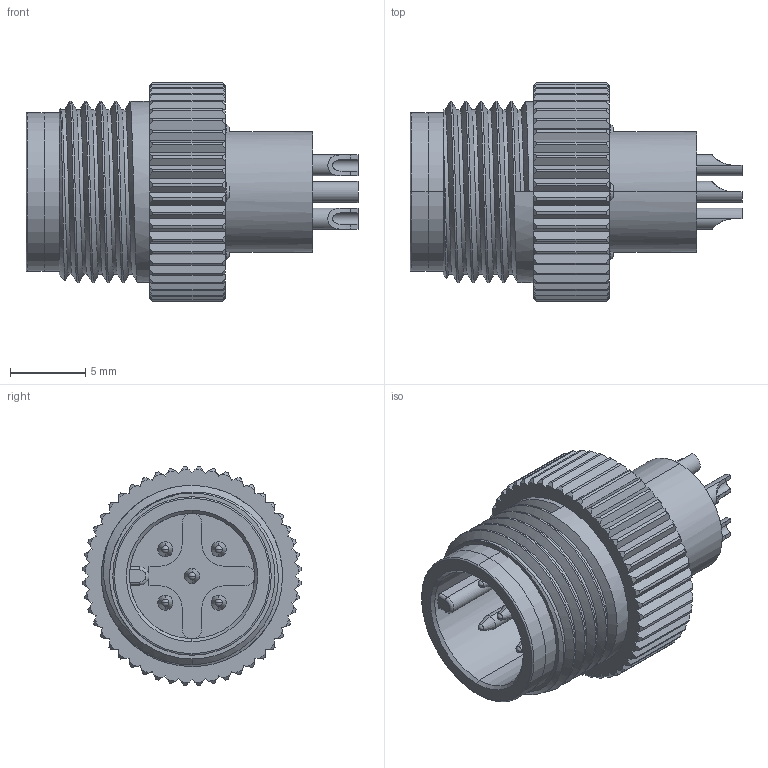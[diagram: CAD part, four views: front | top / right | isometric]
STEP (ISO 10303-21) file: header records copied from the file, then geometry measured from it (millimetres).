
FILE_DESCRIPTION (( 'STEP AP203' ), '1' );
FILE_NAME ('50-00974.STEP', '2020-10-15T16:06:38', ( '' ), ( '' ), 'SwSTEP 2.0', 'SolidWorks 2015', '' );
FILE_SCHEMA (( 'CONFIG_CONTROL_DESIGN' ));
Length unit declared in the file: millimetre
Products named in the file (4): 50-00974-02___; 50-00974; 50-00974-01___; 50-00974-03___
Assembly tree (7 placements, depth 2):
  50-00974
    50-00974-01___
    50-00974-02___
    50-00974-03___  x5
Bounding box: 22 x 14.48 x 14.48 mm (x, y, z)
Volume: 1375.3 mm3; surface area: 2816.8 mm2
Topology: 7 solids, 7 shells, 598 faces, 1586 edges, 1022 vertices
Faces by surface type: plane 226, cylinder 190, cone 136, torus 33, sphere 10, bspline 3
Entity records: 16671 total; most frequent: CARTESIAN_POINT 4317, ORIENTED_EDGE 2592, DIRECTION 2394, EDGE_CURVE 1296, AXIS2_PLACEMENT_3D 865, VERTEX_POINT 854, VECTOR 664, LINE 664
